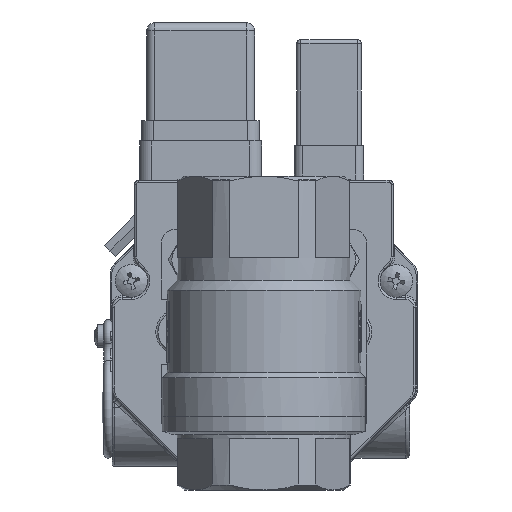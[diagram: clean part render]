
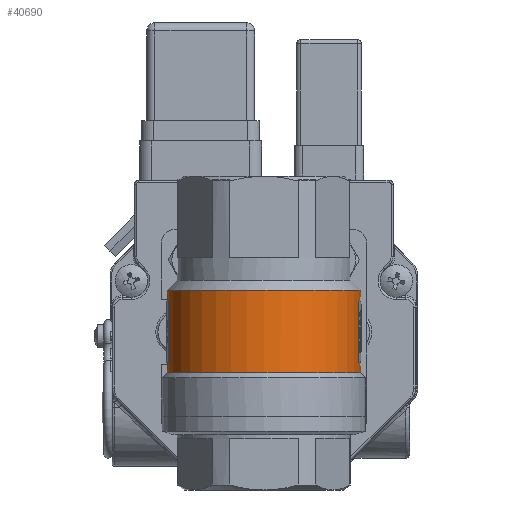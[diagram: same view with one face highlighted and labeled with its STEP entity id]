
A CAD part, left-side view. The second image highlights one B-rep face of the part: STEP entity #40690.
In plain terms, the highlighted cylindrical face has radius 23.75 mm (diameter 47.5 mm), a partial arc.
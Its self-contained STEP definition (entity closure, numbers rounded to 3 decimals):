
#1148=B_SPLINE_CURVE_WITH_KNOTS('',3,(#88119,#88120,#88121,#88122,#88123,
#88124,#88125,#88126,#88127,#88128),.UNSPECIFIED.,.F.,.F.,(4,1,1,1,1,1,
1,4),(0.,0.003,0.006,0.01,
0.013,0.016,0.019,0.026),
 .UNSPECIFIED.);
#1149=B_SPLINE_CURVE_WITH_KNOTS('',3,(#88133,#88134,#88135,#88136,#88137,
#88138,#88139,#88140,#88141,#88142),.UNSPECIFIED.,.F.,.F.,(4,1,1,1,1,1,
1,4),(0.,0.003,0.006,0.01,0.013,
0.016,0.019,0.026),.UNSPECIFIED.);
#2158=LINE('',#81763,#4788);
#2160=LINE('',#81769,#4790);
#2166=LINE('',#81788,#4796);
#2168=LINE('',#81794,#4798);
#4788=VECTOR('',#56435,1000.);
#4790=VECTOR('',#56443,1000.);
#4796=VECTOR('',#56461,1000.);
#4798=VECTOR('',#56469,1000.);
#7332=CYLINDRICAL_SURFACE('',#50908,23.75);
#10197=ORIENTED_EDGE('',*,*,#21500,.T.);
#10198=ORIENTED_EDGE('',*,*,#21501,.F.);
#10199=ORIENTED_EDGE('',*,*,#21502,.T.);
#10200=ORIENTED_EDGE('',*,*,#21503,.T.);
#10201=ORIENTED_EDGE('',*,*,#21211,.F.);
#10202=ORIENTED_EDGE('',*,*,#21217,.T.);
#10203=ORIENTED_EDGE('',*,*,#21216,.T.);
#10204=ORIENTED_EDGE('',*,*,#21214,.T.);
#10205=ORIENTED_EDGE('',*,*,#21228,.T.);
#10206=ORIENTED_EDGE('',*,*,#21229,.F.);
#10207=ORIENTED_EDGE('',*,*,#21222,.F.);
#10208=ORIENTED_EDGE('',*,*,#21226,.F.);
#21211=EDGE_CURVE('',#27072,#27073,#30612,.T.);
#21214=EDGE_CURVE('',#27074,#27073,#2158,.T.);
#21216=EDGE_CURVE('',#27075,#27074,#30613,.T.);
#21217=EDGE_CURVE('',#27072,#27075,#2160,.T.);
#21222=EDGE_CURVE('',#27080,#27081,#30616,.T.);
#21226=EDGE_CURVE('',#27082,#27080,#2166,.T.);
#21228=EDGE_CURVE('',#27082,#27083,#30617,.T.);
#21229=EDGE_CURVE('',#27081,#27083,#2168,.T.);
#21500=EDGE_CURVE('',#27281,#27282,#1148,.T.);
#21501=EDGE_CURVE('',#27283,#27282,#30709,.T.);
#21502=EDGE_CURVE('',#27283,#27284,#1149,.T.);
#21503=EDGE_CURVE('',#27284,#27281,#30710,.T.);
#27072=VERTEX_POINT('',#81756);
#27073=VERTEX_POINT('',#81758);
#27074=VERTEX_POINT('',#81762);
#27075=VERTEX_POINT('',#81766);
#27080=VERTEX_POINT('',#81781);
#27081=VERTEX_POINT('',#81782);
#27082=VERTEX_POINT('',#81787);
#27083=VERTEX_POINT('',#81791);
#27281=VERTEX_POINT('',#88129);
#27282=VERTEX_POINT('',#88130);
#27283=VERTEX_POINT('',#88132);
#27284=VERTEX_POINT('',#88143);
#30612=CIRCLE('',#50729,23.75);
#30613=CIRCLE('',#50732,23.75);
#30616=CIRCLE('',#50738,23.75);
#30617=CIRCLE('',#50741,23.75);
#30709=CIRCLE('',#50909,23.75);
#30710=CIRCLE('',#50910,23.75);
#33554=EDGE_LOOP('',(#10197,#10198,#10199,#10200));
#33555=EDGE_LOOP('',(#10201,#10202,#10203,#10204));
#33556=EDGE_LOOP('',(#10205,#10206,#10207,#10208));
#36693=FACE_BOUND('',#33554,.T.);
#36694=FACE_BOUND('',#33555,.T.);
#36695=FACE_BOUND('',#33556,.T.);
#40690=ADVANCED_FACE('',(#36693,#36694,#36695),#7332,.T.);
#50729=AXIS2_PLACEMENT_3D('',#81757,#56429,#56430);
#50732=AXIS2_PLACEMENT_3D('',#81767,#56439,#56440);
#50738=AXIS2_PLACEMENT_3D('',#81780,#56454,#56455);
#50741=AXIS2_PLACEMENT_3D('',#81792,#56465,#56466);
#50908=AXIS2_PLACEMENT_3D('',#88118,#56921,#56922);
#50909=AXIS2_PLACEMENT_3D('',#88131,#56923,#56924);
#50910=AXIS2_PLACEMENT_3D('',#88144,#56925,#56926);
#56429=DIRECTION('',(0.,0.,-1.));
#56430=DIRECTION('',(-0.209,-0.978,0.));
#56435=DIRECTION('',(0.,0.,1.));
#56439=DIRECTION('',(0.,0.,-1.));
#56440=DIRECTION('',(-0.209,-0.978,0.));
#56443=DIRECTION('',(0.,0.,-1.));
#56454=DIRECTION('',(0.,0.,-1.));
#56455=DIRECTION('',(0.209,0.978,0.));
#56461=DIRECTION('',(0.,0.,1.));
#56465=DIRECTION('',(0.,0.,-1.));
#56466=DIRECTION('',(0.209,0.978,0.));
#56469=DIRECTION('',(0.,0.,-1.));
#56921=DIRECTION('',(0.,0.,-1.));
#56922=DIRECTION('',(-1.,0.,0.));
#56923=DIRECTION('',(0.,0.,1.));
#56924=DIRECTION('',(1.,0.,0.));
#56925=DIRECTION('',(0.,0.,1.));
#56926=DIRECTION('',(1.,0.,0.));
#81756=CARTESIAN_POINT('',(4.963,-23.226,28.275));
#81757=CARTESIAN_POINT('',(0.,0.,28.275));
#81758=CARTESIAN_POINT('',(-4.963,-23.226,28.275));
#81762=CARTESIAN_POINT('',(-4.963,-23.226,13.275));
#81763=CARTESIAN_POINT('',(-4.963,-23.226,13.275));
#81766=CARTESIAN_POINT('',(4.963,-23.226,13.275));
#81767=CARTESIAN_POINT('',(0.,0.,13.275));
#81769=CARTESIAN_POINT('',(4.963,-23.226,28.275));
#81780=CARTESIAN_POINT('',(0.,0.,28.275));
#81781=CARTESIAN_POINT('',(-4.963,23.226,28.275));
#81782=CARTESIAN_POINT('',(4.963,23.226,28.275));
#81787=CARTESIAN_POINT('',(-4.963,23.226,13.275));
#81788=CARTESIAN_POINT('',(-4.963,23.226,13.275));
#81791=CARTESIAN_POINT('',(4.963,23.226,13.275));
#81792=CARTESIAN_POINT('',(0.,0.,13.275));
#81794=CARTESIAN_POINT('',(4.963,23.226,28.275));
#88118=CARTESIAN_POINT('',(0.,0.,30.9));
#88119=CARTESIAN_POINT('',(23.206,-5.056,10.65));
#88120=CARTESIAN_POINT('',(22.999,-6.003,11.126));
#88121=CARTESIAN_POINT('',(22.507,-7.71,12.314));
#88122=CARTESIAN_POINT('',(21.699,-9.712,14.738));
#88123=CARTESIAN_POINT('',(21.063,-10.985,17.65));
#88124=CARTESIAN_POINT('',(20.832,-11.403,20.863));
#88125=CARTESIAN_POINT('',(21.112,-10.894,24.063));
#88126=CARTESIAN_POINT('',(22.003,-9.08,27.899));
#88127=CARTESIAN_POINT('',(22.878,-6.672,30.004));
#88128=CARTESIAN_POINT('',(23.271,-4.746,30.9));
#88129=CARTESIAN_POINT('',(23.206,-5.056,10.65));
#88130=CARTESIAN_POINT('',(23.271,-4.746,30.9));
#88131=CARTESIAN_POINT('',(0.,0.,30.9));
#88132=CARTESIAN_POINT('',(23.271,4.746,30.9));
#88133=CARTESIAN_POINT('',(23.271,4.746,30.9));
#88134=CARTESIAN_POINT('',(23.075,5.709,30.452));
#88135=CARTESIAN_POINT('',(22.595,7.454,29.315));
#88136=CARTESIAN_POINT('',(21.783,9.527,26.953));
#88137=CARTESIAN_POINT('',(21.117,10.885,24.087));
#88138=CARTESIAN_POINT('',(20.832,11.403,20.893));
#88139=CARTESIAN_POINT('',(21.059,10.994,17.676));
#88140=CARTESIAN_POINT('',(21.908,9.294,13.776));
#88141=CARTESIAN_POINT('',(22.793,6.95,11.603));
#88142=CARTESIAN_POINT('',(23.206,5.056,10.65));
#88143=CARTESIAN_POINT('',(23.206,5.056,10.65));
#88144=CARTESIAN_POINT('',(0.,0.,10.65));
